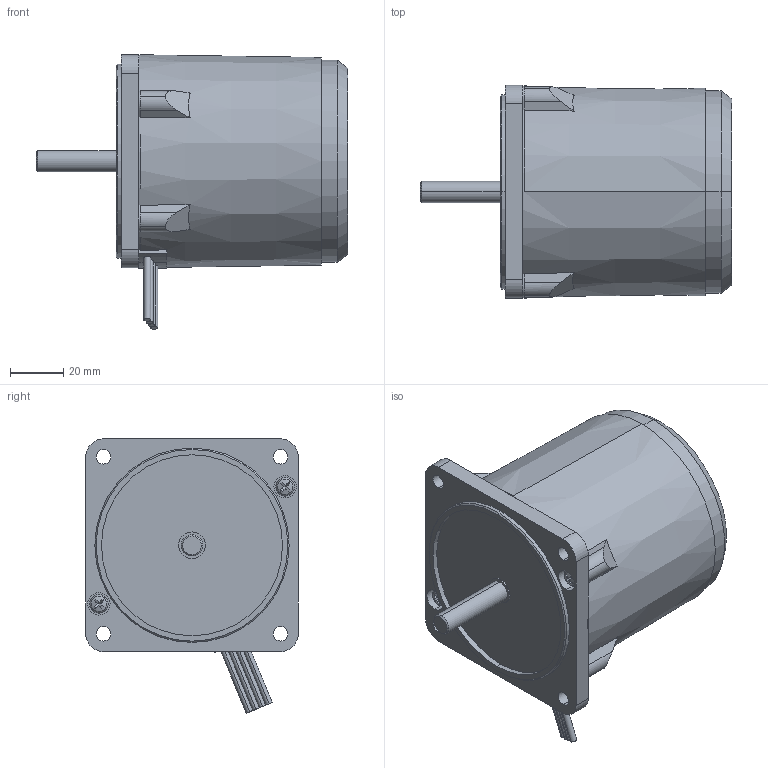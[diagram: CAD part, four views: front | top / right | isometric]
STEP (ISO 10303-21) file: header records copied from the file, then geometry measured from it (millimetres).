
FILE_DESCRIPTION(('starvars output'),'2;1');
FILE_NAME('8bs.stp','11:58:36 2014/09/12',( 'Thomas Industrial Network Germany GmbH'),( 'Thomas Industrial Network Germany GmbH'),'unknown preprocess','ACIS' ,'unknown authorization');
FILE_SCHEMA(('AUTOMOTIVE_DESIGN_CC2 {UNKNOWN IMPLEMENTATION LEVEL}'));
Length unit declared in the file: millimetre
Products named in the file (1): PRODUCT_ID_39
Bounding box: 117 x 80 x 103.08 mm (x, y, z)
Volume: 426660.7 mm3; surface area: 36696.4 mm2
Topology: 1 solids, 1 shells, 146 faces, 374 edges, 241 vertices
Faces by surface type: plane 67, cylinder 59, cone 12, bspline 4, torus 4
Entity records: 5371 total; most frequent: CARTESIAN_POINT 1014, ORIENTED_EDGE 748, DIRECTION 524, EDGE_CURVE 374, VERTEX_POINT 241, AXIS2_PLACEMENT_3D 177, VECTOR 170, LINE 170
